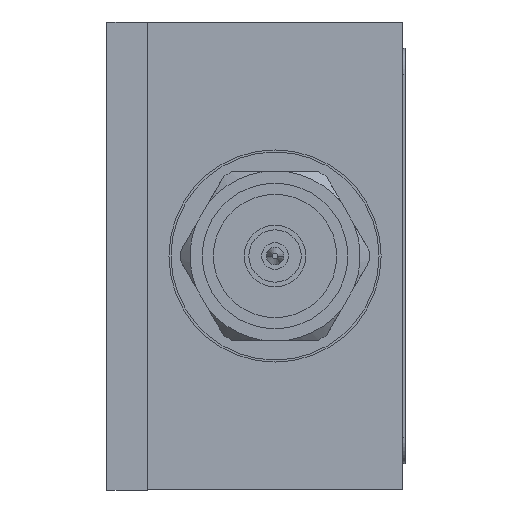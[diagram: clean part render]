
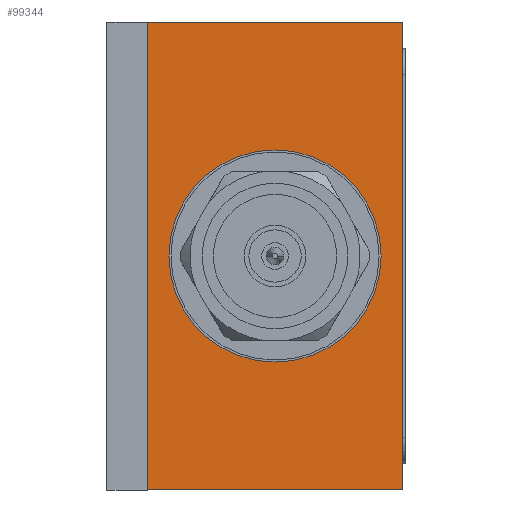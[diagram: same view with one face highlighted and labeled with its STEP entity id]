
A CAD part, left-side view. The second image highlights one B-rep face of the part: STEP entity #99344.
In plain terms, the highlighted face is planar.
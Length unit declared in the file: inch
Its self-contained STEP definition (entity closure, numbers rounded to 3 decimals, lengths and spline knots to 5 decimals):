
#1934 = DIRECTION ( 'NONE',  ( -1., 0., 0. ) ) ;
#3161 = EDGE_LOOP ( 'NONE', ( #21388, #4021 ) ) ;
#4021 = ORIENTED_EDGE ( 'NONE', *, *, #20003, .F. ) ;
#4743 = VECTOR ( 'NONE', #101977, 39.37008 ) ;
#9812 = CARTESIAN_POINT ( 'NONE',  ( 5.02728, -0.60317, 1.23 ) ) ;
#10920 = PLANE ( 'NONE',  #33734 ) ;
#11352 = EDGE_CURVE ( 'NONE', #52216, #69197, #59957, .T. ) ;
#12272 = CARTESIAN_POINT ( 'NONE',  ( 5.02728, -1.72817, 0.105 ) ) ;
#12779 = LINE ( 'NONE', #37338, #102286 ) ;
#14958 = EDGE_CURVE ( 'NONE', #84760, #108148, #93024, .T. ) ;
#17229 = CARTESIAN_POINT ( 'NONE',  ( 5.02728, -2.85317, 0. ) ) ;
#17605 = CARTESIAN_POINT ( 'NONE',  ( 5.02728, -0.60317, 1.23 ) ) ;
#20003 = EDGE_CURVE ( 'NONE', #108148, #84760, #49664, .T. ) ;
#21388 = ORIENTED_EDGE ( 'NONE', *, *, #14958, .F. ) ;
#23873 = DIRECTION ( 'NONE',  ( 0., 0., -1. ) ) ;
#26199 = CARTESIAN_POINT ( 'NONE',  ( 5.02728, -1.72817, 0.615 ) ) ;
#26602 = EDGE_CURVE ( 'NONE', #107846, #45528, #12779, .T. ) ;
#28437 = AXIS2_PLACEMENT_3D ( 'NONE', #67112, #56985, #23873 ) ;
#33734 = AXIS2_PLACEMENT_3D ( 'NONE', #9812, #1934, #44987 ) ;
#37338 = CARTESIAN_POINT ( 'NONE',  ( 5.02728, -0.60317, 1.23 ) ) ;
#38239 = CARTESIAN_POINT ( 'NONE',  ( 5.02728, -2.85317, 1.23 ) ) ;
#38435 = ORIENTED_EDGE ( 'NONE', *, *, #71145, .T. ) ;
#40706 = DIRECTION ( 'NONE',  ( 0., 0., -1. ) ) ;
#43877 = CARTESIAN_POINT ( 'NONE',  ( 5.02728, -2.85317, 1.23 ) ) ;
#44987 = DIRECTION ( 'NONE',  ( 0., 0., 1. ) ) ;
#45528 = VERTEX_POINT ( 'NONE', #106828 ) ;
#49664 = CIRCLE ( 'NONE', #69362, 0.51 ) ;
#51418 = EDGE_CURVE ( 'NONE', #45528, #69197, #78113, .T. ) ;
#52216 = VERTEX_POINT ( 'NONE', #17229 ) ;
#53944 = VECTOR ( 'NONE', #40706, 39.37008 ) ;
#53974 = FACE_BOUND ( 'NONE', #3161, .T. ) ;
#55079 = DIRECTION ( 'NONE',  ( 0., 0., -1. ) ) ;
#56171 = CARTESIAN_POINT ( 'NONE',  ( 5.02728, -1.72817, 1.125 ) ) ;
#56985 = DIRECTION ( 'NONE',  ( 1., 0., 0. ) ) ;
#57936 = ORIENTED_EDGE ( 'NONE', *, *, #51418, .F. ) ;
#58987 = ORIENTED_EDGE ( 'NONE', *, *, #26602, .F. ) ;
#59904 = DIRECTION ( 'NONE',  ( 1., 0., 0. ) ) ;
#59957 = LINE ( 'NONE', #83007, #4743 ) ;
#61109 = EDGE_LOOP ( 'NONE', ( #83118, #57936, #58987, #38435 ) ) ;
#65162 = VECTOR ( 'NONE', #55079, 39.37008 ) ;
#67112 = CARTESIAN_POINT ( 'NONE',  ( 5.02728, -1.72817, 0.615 ) ) ;
#69197 = VERTEX_POINT ( 'NONE', #84856 ) ;
#69362 = AXIS2_PLACEMENT_3D ( 'NONE', #26199, #59904, #76700 ) ;
#71145 = EDGE_CURVE ( 'NONE', #107846, #52216, #71959, .T. ) ;
#71959 = LINE ( 'NONE', #38239, #65162 ) ;
#76700 = DIRECTION ( 'NONE',  ( 0., 0., -1. ) ) ;
#78113 = LINE ( 'NONE', #17605, #53944 ) ;
#83007 = CARTESIAN_POINT ( 'NONE',  ( 5.02728, -0.60317, 0. ) ) ;
#83118 = ORIENTED_EDGE ( 'NONE', *, *, #11352, .T. ) ;
#84760 = VERTEX_POINT ( 'NONE', #12272 ) ;
#84856 = CARTESIAN_POINT ( 'NONE',  ( 5.02728, -0.60317, 0. ) ) ;
#86563 = FACE_OUTER_BOUND ( 'NONE', #61109, .T. ) ;
#93024 = CIRCLE ( 'NONE', #28437, 0.51 ) ;
#98434 = DIRECTION ( 'NONE',  ( 0., 1., 0. ) ) ;
#99344 = ADVANCED_FACE ( 'NONE', ( #53974, #86563 ), #10920, .F. ) ;
#101977 = DIRECTION ( 'NONE',  ( 0., 1., 0. ) ) ;
#102286 = VECTOR ( 'NONE', #98434, 39.37008 ) ;
#106828 = CARTESIAN_POINT ( 'NONE',  ( 5.02728, -0.60317, 1.23 ) ) ;
#107846 = VERTEX_POINT ( 'NONE', #43877 ) ;
#108148 = VERTEX_POINT ( 'NONE', #56171 ) ;
